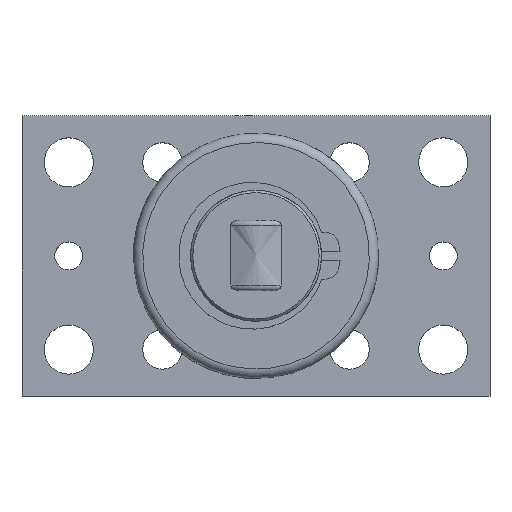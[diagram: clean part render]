
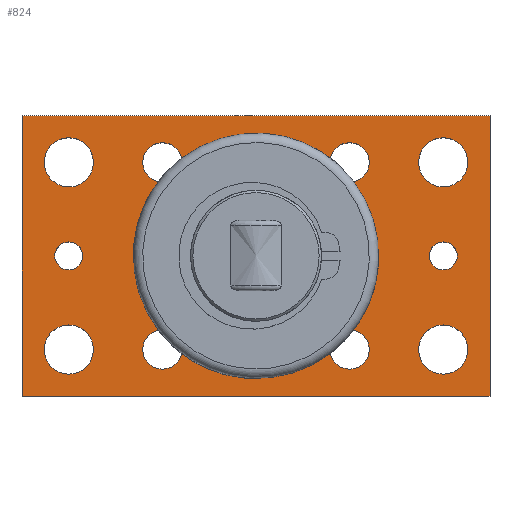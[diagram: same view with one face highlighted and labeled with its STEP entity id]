
A CAD part, top view. The second image highlights one B-rep face of the part: STEP entity #824.
In plain terms, the highlighted planar face has unit normal (0, 0, 1).
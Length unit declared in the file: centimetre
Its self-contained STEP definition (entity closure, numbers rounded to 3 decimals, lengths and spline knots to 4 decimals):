
#64=FACE_BOUND('',#219,.T.);
#65=FACE_BOUND('',#220,.T.);
#66=FACE_BOUND('',#221,.T.);
#67=FACE_BOUND('',#222,.T.);
#68=FACE_BOUND('',#223,.T.);
#69=FACE_BOUND('',#224,.T.);
#70=FACE_BOUND('',#225,.T.);
#71=FACE_BOUND('',#226,.T.);
#72=FACE_BOUND('',#227,.T.);
#73=FACE_BOUND('',#228,.T.);
#74=FACE_BOUND('',#229,.T.);
#138=FACE_OUTER_BOUND('',#218,.T.);
#218=EDGE_LOOP('',(#695,#696,#697,#698));
#219=EDGE_LOOP('',(#699));
#220=EDGE_LOOP('',(#700));
#221=EDGE_LOOP('',(#701));
#222=EDGE_LOOP('',(#702));
#223=EDGE_LOOP('',(#703));
#224=EDGE_LOOP('',(#704));
#225=EDGE_LOOP('',(#705));
#226=EDGE_LOOP('',(#706));
#227=EDGE_LOOP('',(#707));
#228=EDGE_LOOP('',(#708));
#229=EDGE_LOOP('',(#709));
#256=LINE('',#1423,#294);
#260=LINE('',#1431,#298);
#263=LINE('',#1437,#301);
#266=LINE('',#1442,#304);
#294=VECTOR('',#1127,6.);
#298=VECTOR('',#1133,10.);
#301=VECTOR('',#1138,6.);
#304=VECTOR('',#1143,10.);
#328=CIRCLE('',#871,1.95);
#335=CIRCLE('',#885,0.4188);
#337=CIRCLE('',#888,0.4188);
#339=CIRCLE('',#891,0.4188);
#341=CIRCLE('',#894,0.4188);
#344=CIRCLE('',#899,0.525);
#346=CIRCLE('',#902,0.525);
#348=CIRCLE('',#905,0.525);
#350=CIRCLE('',#908,0.525);
#352=CIRCLE('',#911,0.3);
#354=CIRCLE('',#914,0.3);
#393=VERTEX_POINT('',#1349);
#400=VERTEX_POINT('',#1370);
#402=VERTEX_POINT('',#1375);
#404=VERTEX_POINT('',#1380);
#406=VERTEX_POINT('',#1385);
#409=VERTEX_POINT('',#1393);
#411=VERTEX_POINT('',#1398);
#413=VERTEX_POINT('',#1403);
#415=VERTEX_POINT('',#1408);
#417=VERTEX_POINT('',#1413);
#419=VERTEX_POINT('',#1418);
#420=VERTEX_POINT('',#1421);
#421=VERTEX_POINT('',#1422);
#424=VERTEX_POINT('',#1430);
#426=VERTEX_POINT('',#1436);
#483=EDGE_CURVE('',#393,#393,#328,.T.);
#490=EDGE_CURVE('',#400,#400,#335,.T.);
#492=EDGE_CURVE('',#402,#402,#337,.T.);
#494=EDGE_CURVE('',#404,#404,#339,.T.);
#496=EDGE_CURVE('',#406,#406,#341,.T.);
#499=EDGE_CURVE('',#409,#409,#344,.T.);
#501=EDGE_CURVE('',#411,#411,#346,.T.);
#503=EDGE_CURVE('',#413,#413,#348,.T.);
#505=EDGE_CURVE('',#415,#415,#350,.T.);
#507=EDGE_CURVE('',#417,#417,#352,.T.);
#509=EDGE_CURVE('',#419,#419,#354,.T.);
#510=EDGE_CURVE('',#420,#421,#256,.T.);
#514=EDGE_CURVE('',#421,#424,#260,.T.);
#517=EDGE_CURVE('',#424,#426,#263,.T.);
#520=EDGE_CURVE('',#426,#420,#266,.T.);
#695=ORIENTED_EDGE('',*,*,#510,.F.);
#696=ORIENTED_EDGE('',*,*,#520,.F.);
#697=ORIENTED_EDGE('',*,*,#517,.F.);
#698=ORIENTED_EDGE('',*,*,#514,.F.);
#699=ORIENTED_EDGE('',*,*,#483,.T.);
#700=ORIENTED_EDGE('',*,*,#490,.T.);
#701=ORIENTED_EDGE('',*,*,#492,.T.);
#702=ORIENTED_EDGE('',*,*,#494,.T.);
#703=ORIENTED_EDGE('',*,*,#496,.T.);
#704=ORIENTED_EDGE('',*,*,#499,.T.);
#705=ORIENTED_EDGE('',*,*,#501,.T.);
#706=ORIENTED_EDGE('',*,*,#503,.T.);
#707=ORIENTED_EDGE('',*,*,#505,.T.);
#708=ORIENTED_EDGE('',*,*,#507,.T.);
#709=ORIENTED_EDGE('',*,*,#509,.T.);
#729=PLANE('',#920);
#824=ADVANCED_FACE('',(#138,#64,#65,#66,#67,#68,#69,#70,#71,#72,#73,#74),
#729,.T.);
#871=AXIS2_PLACEMENT_3D('',#1350,#1037,#1038);
#885=AXIS2_PLACEMENT_3D('',#1371,#1065,#1066);
#888=AXIS2_PLACEMENT_3D('',#1376,#1071,#1072);
#891=AXIS2_PLACEMENT_3D('',#1381,#1077,#1078);
#894=AXIS2_PLACEMENT_3D('',#1386,#1083,#1084);
#899=AXIS2_PLACEMENT_3D('',#1394,#1093,#1094);
#902=AXIS2_PLACEMENT_3D('',#1399,#1099,#1100);
#905=AXIS2_PLACEMENT_3D('',#1404,#1105,#1106);
#908=AXIS2_PLACEMENT_3D('',#1409,#1111,#1112);
#911=AXIS2_PLACEMENT_3D('',#1414,#1117,#1118);
#914=AXIS2_PLACEMENT_3D('',#1419,#1123,#1124);
#920=AXIS2_PLACEMENT_3D('',#1445,#1147,#1148);
#1037=DIRECTION('center_axis',(0.,0.,-1.));
#1038=DIRECTION('ref_axis',(1.,0.,0.));
#1065=DIRECTION('center_axis',(0.,0.,-1.));
#1066=DIRECTION('ref_axis',(1.,0.,0.));
#1071=DIRECTION('center_axis',(0.,0.,-1.));
#1072=DIRECTION('ref_axis',(1.,0.,0.));
#1077=DIRECTION('center_axis',(0.,0.,-1.));
#1078=DIRECTION('ref_axis',(1.,0.,0.));
#1083=DIRECTION('center_axis',(0.,0.,-1.));
#1084=DIRECTION('ref_axis',(1.,0.,0.));
#1093=DIRECTION('center_axis',(0.,0.,-1.));
#1094=DIRECTION('ref_axis',(-1.,0.,0.));
#1099=DIRECTION('center_axis',(0.,0.,-1.));
#1100=DIRECTION('ref_axis',(-1.,0.,0.));
#1105=DIRECTION('center_axis',(0.,0.,-1.));
#1106=DIRECTION('ref_axis',(-1.,0.,0.));
#1111=DIRECTION('center_axis',(0.,0.,-1.));
#1112=DIRECTION('ref_axis',(-1.,0.,0.));
#1117=DIRECTION('center_axis',(0.,0.,-1.));
#1118=DIRECTION('ref_axis',(-1.,0.,0.));
#1123=DIRECTION('center_axis',(0.,0.,-1.));
#1124=DIRECTION('ref_axis',(-1.,0.,0.));
#1127=DIRECTION('',(0.,1.,0.));
#1133=DIRECTION('',(1.,0.,0.));
#1138=DIRECTION('',(0.,-1.,0.));
#1143=DIRECTION('',(-1.,0.,0.));
#1147=DIRECTION('center_axis',(0.,0.,1.));
#1148=DIRECTION('ref_axis',(1.,0.,0.));
#1349=CARTESIAN_POINT('',(3.05,3.,1.));
#1350=CARTESIAN_POINT('Origin',(5.,3.,1.));
#1370=CARTESIAN_POINT('',(3.4188,1.,1.));
#1371=CARTESIAN_POINT('Origin',(3.,1.,1.));
#1375=CARTESIAN_POINT('',(7.4188,1.,1.));
#1376=CARTESIAN_POINT('Origin',(7.,1.,1.));
#1380=CARTESIAN_POINT('',(7.4188,5.,1.));
#1381=CARTESIAN_POINT('Origin',(7.,5.,1.));
#1385=CARTESIAN_POINT('',(3.4188,5.,1.));
#1386=CARTESIAN_POINT('Origin',(3.,5.,1.));
#1393=CARTESIAN_POINT('',(9.525,5.,1.));
#1394=CARTESIAN_POINT('Origin',(9.,5.,1.));
#1398=CARTESIAN_POINT('',(1.525,1.,1.));
#1399=CARTESIAN_POINT('Origin',(1.,1.,1.));
#1403=CARTESIAN_POINT('',(1.525,5.,1.));
#1404=CARTESIAN_POINT('Origin',(1.,5.,1.));
#1408=CARTESIAN_POINT('',(9.525,1.,1.));
#1409=CARTESIAN_POINT('Origin',(9.,1.,1.));
#1413=CARTESIAN_POINT('',(9.3,3.,1.));
#1414=CARTESIAN_POINT('Origin',(9.,3.,1.));
#1418=CARTESIAN_POINT('',(1.3,3.,1.));
#1419=CARTESIAN_POINT('Origin',(1.,3.,1.));
#1421=CARTESIAN_POINT('',(0.,0.,1.));
#1422=CARTESIAN_POINT('',(0.,6.,1.));
#1423=CARTESIAN_POINT('',(0.,6.,1.));
#1430=CARTESIAN_POINT('',(10.,6.,1.));
#1431=CARTESIAN_POINT('',(10.,6.,1.));
#1436=CARTESIAN_POINT('',(10.,0.,1.));
#1437=CARTESIAN_POINT('',(10.,0.,1.));
#1442=CARTESIAN_POINT('',(0.,0.,1.));
#1445=CARTESIAN_POINT('Origin',(5.,3.,1.));
